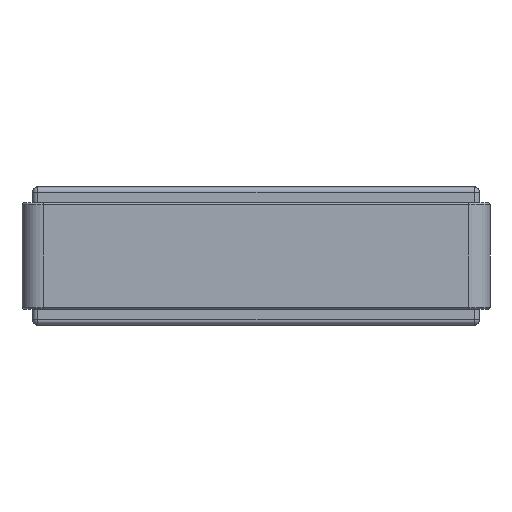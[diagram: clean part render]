
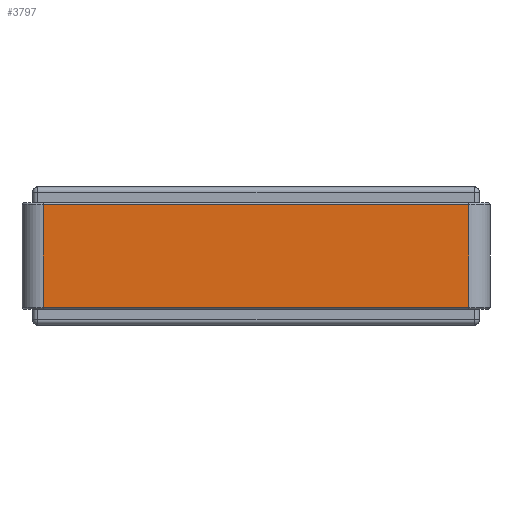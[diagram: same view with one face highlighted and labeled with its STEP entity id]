
A CAD part, left-side view. The second image highlights one B-rep face of the part: STEP entity #3797.
In plain terms, the highlighted planar face has unit normal (-1, 0, 0).
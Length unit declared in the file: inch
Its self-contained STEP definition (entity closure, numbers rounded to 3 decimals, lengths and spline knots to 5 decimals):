
#420=FACE_OUTER_BOUND('',#639,.T.);
#639=EDGE_LOOP('',(#3457,#3458,#3459,#3460));
#965=LINE('',#6763,#1292);
#969=LINE('',#6782,#1296);
#1001=LINE('',#6902,#1328);
#1003=LINE('',#6905,#1330);
#1292=VECTOR('',#4628,0.96);
#1296=VECTOR('',#4654,0.96);
#1328=VECTOR('',#4806,4.);
#1330=VECTOR('',#4810,4.);
#1774=VERTEX_POINT('',#6755);
#1775=VERTEX_POINT('',#6759);
#1776=VERTEX_POINT('',#6770);
#1778=VERTEX_POINT('',#6776);
#2283=EDGE_CURVE('',#1774,#1775,#965,.T.);
#2293=EDGE_CURVE('',#1776,#1778,#969,.T.);
#2353=EDGE_CURVE('',#1775,#1776,#1001,.T.);
#2355=EDGE_CURVE('',#1778,#1774,#1003,.T.);
#3457=ORIENTED_EDGE('',*,*,#2283,.F.);
#3458=ORIENTED_EDGE('',*,*,#2355,.F.);
#3459=ORIENTED_EDGE('',*,*,#2293,.F.);
#3460=ORIENTED_EDGE('',*,*,#2353,.F.);
#3545=PLANE('',#4032);
#3797=ADVANCED_FACE('',(#420),#3545,.T.);
#4032=AXIS2_PLACEMENT_3D('',#6915,#4826,#4827);
#4628=DIRECTION('',(0.,0.,-1.));
#4654=DIRECTION('',(0.,0.,1.));
#4806=DIRECTION('',(0.,1.,0.));
#4810=DIRECTION('',(0.,-1.,0.));
#4826=DIRECTION('center_axis',(-1.,0.,0.));
#4827=DIRECTION('ref_axis',(0.,0.,1.));
#6755=CARTESIAN_POINT('',(0.,-4.2,0.48));
#6759=CARTESIAN_POINT('',(0.,-4.2,-0.48));
#6763=CARTESIAN_POINT('',(0.,-4.2,0.));
#6770=CARTESIAN_POINT('',(0.,-0.2,-0.48));
#6776=CARTESIAN_POINT('',(0.,-0.2,0.48));
#6782=CARTESIAN_POINT('',(0.,-0.2,0.));
#6902=CARTESIAN_POINT('',(0.,-3.3,-0.48));
#6905=CARTESIAN_POINT('',(0.,-3.3,0.48));
#6915=CARTESIAN_POINT('Origin',(0.,-4.4,0.));
